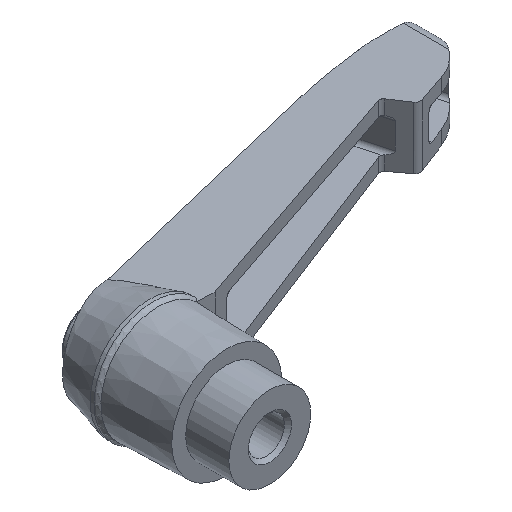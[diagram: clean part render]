
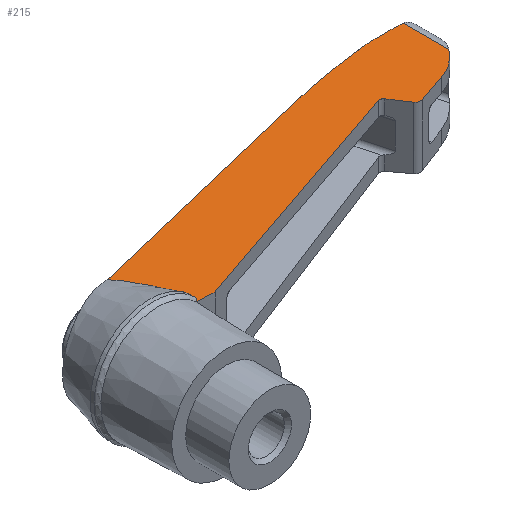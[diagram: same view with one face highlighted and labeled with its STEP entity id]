
A CAD part, isometric view. The second image highlights one B-rep face of the part: STEP entity #215.
In plain terms, the highlighted planar face has unit normal (0.037, 0, 0.999).
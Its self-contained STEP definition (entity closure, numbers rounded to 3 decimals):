
#215 = ADVANCED_FACE( '', ( #458 ), #459, .F. );
#458 = FACE_OUTER_BOUND( '', #723, .T. );
#459 = PLANE( '', #724 );
#723 = EDGE_LOOP( '', ( #1304, #1305, #1306, #1307, #1308, #1309, #1310, #1311, #1312, #1313, #1314, #1315, #1316, #1317, #1318 ) );
#724 = AXIS2_PLACEMENT_3D( '', #1319, #1320, #1321 );
#1304 = ORIENTED_EDGE( '', *, *, #1748, .F. );
#1305 = ORIENTED_EDGE( '', *, *, #1804, .T. );
#1306 = ORIENTED_EDGE( '', *, *, #1841, .F. );
#1307 = ORIENTED_EDGE( '', *, *, #1842, .F. );
#1308 = ORIENTED_EDGE( '', *, *, #1724, .T. );
#1309 = ORIENTED_EDGE( '', *, *, #1843, .F. );
#1310 = ORIENTED_EDGE( '', *, *, #1844, .F. );
#1311 = ORIENTED_EDGE( '', *, *, #1845, .F. );
#1312 = ORIENTED_EDGE( '', *, *, #1763, .F. );
#1313 = ORIENTED_EDGE( '', *, *, #1846, .F. );
#1314 = ORIENTED_EDGE( '', *, *, #1847, .F. );
#1315 = ORIENTED_EDGE( '', *, *, #1839, .F. );
#1316 = ORIENTED_EDGE( '', *, *, #1848, .F. );
#1317 = ORIENTED_EDGE( '', *, *, #1770, .F. );
#1318 = ORIENTED_EDGE( '', *, *, #1849, .F. );
#1319 = CARTESIAN_POINT( '', ( 0., 66., 10.001 ) );
#1320 = DIRECTION( '', ( -0.037, 0., -0.999 ) );
#1321 = DIRECTION( '', ( -0.999, 0., 0.037 ) );
#1724 = EDGE_CURVE( '', #2123, #2121, #2124, .T. );
#1748 = EDGE_CURVE( '', #2155, #2157, #2158, .T. );
#1763 = EDGE_CURVE( '', #2179, #2169, #2181, .T. );
#1770 = EDGE_CURVE( '', #2189, #2190, #2191, .T. );
#1804 = EDGE_CURVE( '', #2155, #2238, #2239, .T. );
#1839 = EDGE_CURVE( '', #2287, #2285, #2289, .T. );
#1841 = EDGE_CURVE( '', #2291, #2238, #2292, .T. );
#1842 = EDGE_CURVE( '', #2123, #2291, #2293, .T. );
#1843 = EDGE_CURVE( '', #2294, #2121, #2295, .T. );
#1844 = EDGE_CURVE( '', #2296, #2294, #2297, .T. );
#1845 = EDGE_CURVE( '', #2169, #2296, #2298, .T. );
#1846 = EDGE_CURVE( '', #2299, #2179, #2300, .T. );
#1847 = EDGE_CURVE( '', #2285, #2299, #2301, .T. );
#1848 = EDGE_CURVE( '', #2190, #2287, #2302, .T. );
#1849 = EDGE_CURVE( '', #2157, #2189, #2303, .T. );
#2121 = VERTEX_POINT( '', #2681 );
#2123 = VERTEX_POINT( '', #2684 );
#2124 = ELLIPSE( '', #2685, 1.001, 1. );
#2155 = VERTEX_POINT( '', #2735 );
#2157 = VERTEX_POINT( '', #2737 );
#2158 = LINE( '', #2738, #2739 );
#2169 = VERTEX_POINT( '', #2754 );
#2179 = VERTEX_POINT( '', #2776 );
#2181 = ELLIPSE( '', #2795, 15.01, 15. );
#2189 = VERTEX_POINT( '', #2806 );
#2190 = VERTEX_POINT( '', #2807 );
#2191 = LINE( '', #2808, #2809 );
#2238 = VERTEX_POINT( '', #2880 );
#2239 = B_SPLINE_CURVE_WITH_KNOTS( '', 3, ( #2881, #2882, #2883, #2884, #2885, #2886, #2887, #2888, #2889, #2890 ), .UNSPECIFIED., .F., .F., ( 4, 2, 2, 2, 4 ), ( 0., 0., 0.001, 0.001, 0.001 ), .UNSPECIFIED. );
#2285 = VERTEX_POINT( '', #2971 );
#2287 = VERTEX_POINT( '', #2974 );
#2289 = ELLIPSE( '', #2977, 50.034, 50. );
#2291 = VERTEX_POINT( '', #2979 );
#2292 = LINE( '', #2980, #2981 );
#2293 = LINE( '', #2982, #2983 );
#2294 = VERTEX_POINT( '', #2984 );
#2295 = LINE( '', #2985, #2986 );
#2296 = VERTEX_POINT( '', #2987 );
#2297 = ELLIPSE( '', #2988, 1.401, 1.4 );
#2298 = LINE( '', #2989, #2990 );
#2299 = VERTEX_POINT( '', #2991 );
#2300 = LINE( '', #2992, #2993 );
#2301 = ELLIPSE( '', #2994, 53.036, 53. );
#2302 = ELLIPSE( '', #2995, 198.134, 198. );
#2303 = B_SPLINE_CURVE_WITH_KNOTS( '', 3, ( #2996, #2997, #2998, #2999, #3000, #3001, #3002, #3003, #3004, #3005, #3006, #3007 ), .UNSPECIFIED., .F., .F., ( 4, 2, 2, 2, 2, 4 ), ( 0., 0.004, 0.007, 0.011, 0.013, 0.015 ), .UNSPECIFIED. );
#2681 = CARTESIAN_POINT( '', ( 74.005, 47.306, 7.274 ) );
#2684 = CARTESIAN_POINT( '', ( 72.844, 47.672, 7.317 ) );
#2685 = AXIS2_PLACEMENT_3D( '', #3268, #3269, #3270 );
#2735 = CARTESIAN_POINT( '', ( 9.805, 27.006, 9.64 ) );
#2737 = CARTESIAN_POINT( '', ( 9.805, 27.9, 9.64 ) );
#2738 = CARTESIAN_POINT( '', ( 9.805, 78.207, 9.64 ) );
#2739 = VECTOR( '', #3299, 1000. );
#2754 = CARTESIAN_POINT( '', ( 85.5, 45.584, 6.85 ) );
#2776 = CARTESIAN_POINT( '', ( 92.014, 50.509, 6.61 ) );
#2795 = AXIS2_PLACEMENT_3D( '', #3316, #3317, #3318 );
#2806 = CARTESIAN_POINT( '', ( 2.857, 40.522, 9.896 ) );
#2807 = CARTESIAN_POINT( '', ( 64.3, 57.1, 7.631 ) );
#2808 = CARTESIAN_POINT( '', ( 64.09, 57.044, 7.639 ) );
#2809 = VECTOR( '', #3322, 1000. );
#2880 = CARTESIAN_POINT( '', ( 8.937, 26., 9.672 ) );
#2881 = CARTESIAN_POINT( '', ( 9.805, 27.006, 9.64 ) );
#2882 = CARTESIAN_POINT( '', ( 9.784, 26.892, 9.641 ) );
#2883 = CARTESIAN_POINT( '', ( 9.745, 26.785, 9.642 ) );
#2884 = CARTESIAN_POINT( '', ( 9.637, 26.582, 9.646 ) );
#2885 = CARTESIAN_POINT( '', ( 9.569, 26.488, 9.649 ) );
#2886 = CARTESIAN_POINT( '', ( 9.414, 26.319, 9.654 ) );
#2887 = CARTESIAN_POINT( '', ( 9.326, 26.243, 9.658 ) );
#2888 = CARTESIAN_POINT( '', ( 9.14, 26.109, 9.664 ) );
#2889 = CARTESIAN_POINT( '', ( 9.041, 26.051, 9.668 ) );
#2890 = CARTESIAN_POINT( '', ( 8.937, 26., 9.672 ) );
#2971 = CARTESIAN_POINT( '', ( 86.8, 61., 6.802 ) );
#2974 = CARTESIAN_POINT( '', ( 81., 60.5, 7.016 ) );
#2977 = AXIS2_PLACEMENT_3D( '', #3410, #3411, #3412 );
#2979 = CARTESIAN_POINT( '', ( 13.3, 26., 9.511 ) );
#2980 = CARTESIAN_POINT( '', ( -0.138, 26., 10.006 ) );
#2981 = VECTOR( '', #3413, 1000. );
#2982 = CARTESIAN_POINT( '', ( 13.162, 25.95, 9.516 ) );
#2983 = VECTOR( '', #3414, 1000. );
#2984 = CARTESIAN_POINT( '', ( 76.684, 43.48, 7.175 ) );
#2985 = CARTESIAN_POINT( '', ( 73.926, 47.418, 7.277 ) );
#2986 = VECTOR( '', #3415, 1000. );
#2987 = CARTESIAN_POINT( '', ( 78.31, 42.967, 7.115 ) );
#2988 = AXIS2_PLACEMENT_3D( '', #3416, #3417, #3418 );
#2989 = CARTESIAN_POINT( '', ( 78.094, 42.889, 7.123 ) );
#2990 = VECTOR( '', #3419, 1000. );
#2991 = CARTESIAN_POINT( '', ( 92.014, 61.014, 6.61 ) );
#2992 = CARTESIAN_POINT( '', ( 92.014, 66., 6.61 ) );
#2993 = VECTOR( '', #3420, 1000. );
#2994 = AXIS2_PLACEMENT_3D( '', #3421, #3422, #3423 );
#2995 = AXIS2_PLACEMENT_3D( '', #3424, #3425, #3426 );
#2996 = CARTESIAN_POINT( '', ( 9.805, 27.9, 9.64 ) );
#2997 = CARTESIAN_POINT( '', ( 9.358, 29.024, 9.656 ) );
#2998 = CARTESIAN_POINT( '', ( 8.897, 30.142, 9.673 ) );
#2999 = CARTESIAN_POINT( '', ( 7.932, 32.359, 9.709 ) );
#3000 = CARTESIAN_POINT( '', ( 7.427, 33.459, 9.727 ) );
#3001 = CARTESIAN_POINT( '', ( 6.346, 35.622, 9.767 ) );
#3002 = CARTESIAN_POINT( '', ( 5.77, 36.689, 9.789 ) );
#3003 = CARTESIAN_POINT( '', ( 4.799, 38.218, 9.824 ) );
#3004 = CARTESIAN_POINT( '', ( 4.457, 38.716, 9.837 ) );
#3005 = CARTESIAN_POINT( '', ( 3.71, 39.669, 9.865 ) );
#3006 = CARTESIAN_POINT( '', ( 3.309, 40.121, 9.879 ) );
#3007 = CARTESIAN_POINT( '', ( 2.857, 40.522, 9.896 ) );
#3268 = CARTESIAN_POINT( '', ( 73.186, 46.732, 7.304 ) );
#3269 = DIRECTION( '', ( -0.037, 0., -0.999 ) );
#3270 = DIRECTION( '', ( 0.999, 0., -0.037 ) );
#3299 = DIRECTION( '', ( 0., 1., 0. ) );
#3316 = CARTESIAN_POINT( '', ( 80.053, 59.56, 7.051 ) );
#3317 = DIRECTION( '', ( -0.037, 0., -0.999 ) );
#3318 = DIRECTION( '', ( 0.999, 0., -0.037 ) );
#3322 = DIRECTION( '', ( 0.965, 0.26, -0.036 ) );
#3410 = CARTESIAN_POINT( '', ( 88.187, 11.019, 6.751 ) );
#3411 = DIRECTION( '', ( -0.037, 0., -0.999 ) );
#3412 = DIRECTION( '', ( 0.999, 0., -0.037 ) );
#3413 = DIRECTION( '', ( -0.999, 0., 0.037 ) );
#3414 = DIRECTION( '', ( -0.939, -0.342, 0.035 ) );
#3415 = DIRECTION( '', ( -0.573, 0.819, 0.021 ) );
#3416 = CARTESIAN_POINT( '', ( 77.831, 44.283, 7.133 ) );
#3417 = DIRECTION( '', ( -0.037, 0., -0.999 ) );
#3418 = DIRECTION( '', ( 0.999, 0., -0.037 ) );
#3419 = DIRECTION( '', ( -0.939, -0.342, 0.035 ) );
#3420 = DIRECTION( '', ( 0., -1., 0. ) );
#3421 = CARTESIAN_POINT( '', ( 89.547, 8.071, 6.701 ) );
#3422 = DIRECTION( '', ( -0.037, 0., -0.999 ) );
#3423 = DIRECTION( '', ( 0.999, 0., -0.037 ) );
#3424 = CARTESIAN_POINT( '', ( 112.109, -135.041, 5.869 ) );
#3425 = DIRECTION( '', ( -0.037, 0., -0.999 ) );
#3426 = DIRECTION( '', ( 0.999, 0., -0.037 ) );
